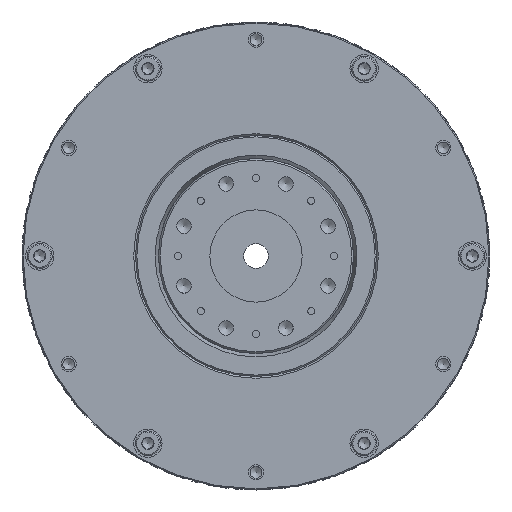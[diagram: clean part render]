
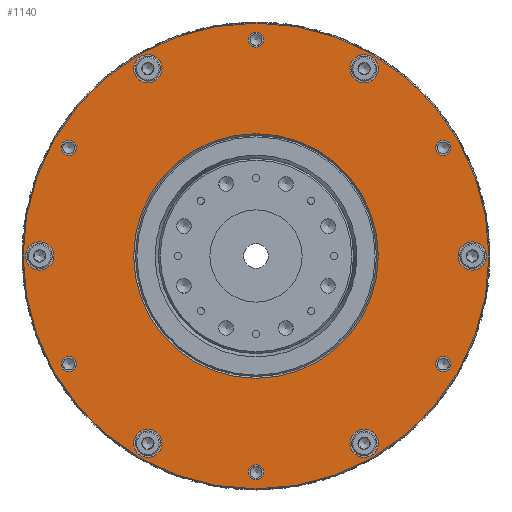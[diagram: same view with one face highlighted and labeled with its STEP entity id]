
A CAD part, front view. The second image highlights one B-rep face of the part: STEP entity #1140.
In plain terms, the highlighted planar face has unit normal (0, -1, 0).
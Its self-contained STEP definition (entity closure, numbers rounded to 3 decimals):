
#1140 = ADVANCED_FACE('',(#1141,#1152,#1163,#1174,#1185,#1196,#1207,
    #1218,#1229,#1240,#1251,#1262,#1273,#1284),#1295,.T.);
#1141 = FACE_BOUND('',#1142,.T.);
#1142 = EDGE_LOOP('',(#1143));
#1143 = ORIENTED_EDGE('',*,*,#1144,.F.);
#1144 = EDGE_CURVE('',#1145,#1145,#1147,.T.);
#1145 = VERTEX_POINT('',#1146);
#1146 = CARTESIAN_POINT('',(61.,-23.5,-2.15));
#1147 = CIRCLE('',#1148,2.15);
#1148 = AXIS2_PLACEMENT_3D('',#1149,#1150,#1151);
#1149 = CARTESIAN_POINT('',(61.,-23.5,0.));
#1150 = DIRECTION('',(0.,-1.,-0.));
#1151 = DIRECTION('',(0.,0.,-1.));
#1152 = FACE_BOUND('',#1153,.T.);
#1153 = EDGE_LOOP('',(#1154));
#1154 = ORIENTED_EDGE('',*,*,#1155,.F.);
#1155 = EDGE_CURVE('',#1156,#1156,#1158,.T.);
#1156 = VERTEX_POINT('',#1157);
#1157 = CARTESIAN_POINT('',(-61.,-23.5,-2.15));
#1158 = CIRCLE('',#1159,2.15);
#1159 = AXIS2_PLACEMENT_3D('',#1160,#1161,#1162);
#1160 = CARTESIAN_POINT('',(-61.,-23.5,0.));
#1161 = DIRECTION('',(0.,-1.,-0.));
#1162 = DIRECTION('',(0.,0.,-1.));
#1163 = FACE_BOUND('',#1164,.T.);
#1164 = EDGE_LOOP('',(#1165));
#1165 = ORIENTED_EDGE('',*,*,#1166,.F.);
#1166 = EDGE_CURVE('',#1167,#1167,#1169,.T.);
#1167 = VERTEX_POINT('',#1168);
#1168 = CARTESIAN_POINT('',(-30.5,-23.5,-54.978));
#1169 = CIRCLE('',#1170,2.15);
#1170 = AXIS2_PLACEMENT_3D('',#1171,#1172,#1173);
#1171 = CARTESIAN_POINT('',(-30.5,-23.5,-52.828));
#1172 = DIRECTION('',(0.,-1.,-0.));
#1173 = DIRECTION('',(0.,0.,-1.));
#1174 = FACE_BOUND('',#1175,.T.);
#1175 = EDGE_LOOP('',(#1176));
#1176 = ORIENTED_EDGE('',*,*,#1177,.F.);
#1177 = EDGE_CURVE('',#1178,#1178,#1180,.T.);
#1178 = VERTEX_POINT('',#1179);
#1179 = CARTESIAN_POINT('',(30.5,-23.5,-54.978));
#1180 = CIRCLE('',#1181,2.15);
#1181 = AXIS2_PLACEMENT_3D('',#1182,#1183,#1184);
#1182 = CARTESIAN_POINT('',(30.5,-23.5,-52.828));
#1183 = DIRECTION('',(0.,-1.,-0.));
#1184 = DIRECTION('',(0.,0.,-1.));
#1185 = FACE_BOUND('',#1186,.T.);
#1186 = EDGE_LOOP('',(#1187));
#1187 = ORIENTED_EDGE('',*,*,#1188,.F.);
#1188 = EDGE_CURVE('',#1189,#1189,#1191,.T.);
#1189 = VERTEX_POINT('',#1190);
#1190 = CARTESIAN_POINT('',(30.5,-23.5,50.678));
#1191 = CIRCLE('',#1192,2.15);
#1192 = AXIS2_PLACEMENT_3D('',#1193,#1194,#1195);
#1193 = CARTESIAN_POINT('',(30.5,-23.5,52.828));
#1194 = DIRECTION('',(0.,-1.,-0.));
#1195 = DIRECTION('',(0.,0.,-1.));
#1196 = FACE_BOUND('',#1197,.T.);
#1197 = EDGE_LOOP('',(#1198));
#1198 = ORIENTED_EDGE('',*,*,#1199,.F.);
#1199 = EDGE_CURVE('',#1200,#1200,#1202,.T.);
#1200 = VERTEX_POINT('',#1201);
#1201 = CARTESIAN_POINT('',(-30.5,-23.5,50.678));
#1202 = CIRCLE('',#1203,2.15);
#1203 = AXIS2_PLACEMENT_3D('',#1204,#1205,#1206);
#1204 = CARTESIAN_POINT('',(-30.5,-23.5,52.828));
#1205 = DIRECTION('',(0.,-1.,-0.));
#1206 = DIRECTION('',(0.,0.,-1.));
#1207 = FACE_BOUND('',#1208,.T.);
#1208 = EDGE_LOOP('',(#1209));
#1209 = ORIENTED_EDGE('',*,*,#1210,.T.);
#1210 = EDGE_CURVE('',#1211,#1211,#1213,.T.);
#1211 = VERTEX_POINT('',#1212);
#1212 = CARTESIAN_POINT('',(0.,-23.5,-65.7));
#1213 = CIRCLE('',#1214,65.7);
#1214 = AXIS2_PLACEMENT_3D('',#1215,#1216,#1217);
#1215 = CARTESIAN_POINT('',(0.,-23.5,0.));
#1216 = DIRECTION('',(0.,-1.,0.));
#1217 = DIRECTION('',(0.,0.,-1.));
#1218 = FACE_BOUND('',#1219,.T.);
#1219 = EDGE_LOOP('',(#1220));
#1220 = ORIENTED_EDGE('',*,*,#1221,.F.);
#1221 = EDGE_CURVE('',#1222,#1222,#1224,.T.);
#1222 = VERTEX_POINT('',#1223);
#1223 = CARTESIAN_POINT('',(0.,-23.5,-65.));
#1224 = CIRCLE('',#1225,4.);
#1225 = AXIS2_PLACEMENT_3D('',#1226,#1227,#1228);
#1226 = CARTESIAN_POINT('',(0.,-23.5,-61.));
#1227 = DIRECTION('',(0.,-1.,-0.));
#1228 = DIRECTION('',(0.,0.,-1.));
#1229 = FACE_BOUND('',#1230,.T.);
#1230 = EDGE_LOOP('',(#1231));
#1231 = ORIENTED_EDGE('',*,*,#1232,.F.);
#1232 = EDGE_CURVE('',#1233,#1233,#1235,.T.);
#1233 = VERTEX_POINT('',#1234);
#1234 = CARTESIAN_POINT('',(0.,-23.5,57.));
#1235 = CIRCLE('',#1236,4.);
#1236 = AXIS2_PLACEMENT_3D('',#1237,#1238,#1239);
#1237 = CARTESIAN_POINT('',(0.,-23.5,61.));
#1238 = DIRECTION('',(0.,-1.,-0.));
#1239 = DIRECTION('',(0.,0.,-1.));
#1240 = FACE_BOUND('',#1241,.T.);
#1241 = EDGE_LOOP('',(#1242));
#1242 = ORIENTED_EDGE('',*,*,#1243,.F.);
#1243 = EDGE_CURVE('',#1244,#1244,#1246,.T.);
#1244 = VERTEX_POINT('',#1245);
#1245 = CARTESIAN_POINT('',(-52.828,-23.5,-34.5));
#1246 = CIRCLE('',#1247,4.);
#1247 = AXIS2_PLACEMENT_3D('',#1248,#1249,#1250);
#1248 = CARTESIAN_POINT('',(-52.828,-23.5,-30.5));
#1249 = DIRECTION('',(0.,-1.,-0.));
#1250 = DIRECTION('',(0.,0.,-1.));
#1251 = FACE_BOUND('',#1252,.T.);
#1252 = EDGE_LOOP('',(#1253));
#1253 = ORIENTED_EDGE('',*,*,#1254,.F.);
#1254 = EDGE_CURVE('',#1255,#1255,#1257,.T.);
#1255 = VERTEX_POINT('',#1256);
#1256 = CARTESIAN_POINT('',(-52.828,-23.5,26.5));
#1257 = CIRCLE('',#1258,4.);
#1258 = AXIS2_PLACEMENT_3D('',#1259,#1260,#1261);
#1259 = CARTESIAN_POINT('',(-52.828,-23.5,30.5));
#1260 = DIRECTION('',(0.,-1.,-0.));
#1261 = DIRECTION('',(0.,0.,-1.));
#1262 = FACE_BOUND('',#1263,.T.);
#1263 = EDGE_LOOP('',(#1264));
#1264 = ORIENTED_EDGE('',*,*,#1265,.F.);
#1265 = EDGE_CURVE('',#1266,#1266,#1268,.T.);
#1266 = VERTEX_POINT('',#1267);
#1267 = CARTESIAN_POINT('',(52.828,-23.5,26.5));
#1268 = CIRCLE('',#1269,4.);
#1269 = AXIS2_PLACEMENT_3D('',#1270,#1271,#1272);
#1270 = CARTESIAN_POINT('',(52.828,-23.5,30.5));
#1271 = DIRECTION('',(0.,-1.,-0.));
#1272 = DIRECTION('',(0.,0.,-1.));
#1273 = FACE_BOUND('',#1274,.T.);
#1274 = EDGE_LOOP('',(#1275));
#1275 = ORIENTED_EDGE('',*,*,#1276,.F.);
#1276 = EDGE_CURVE('',#1277,#1277,#1279,.T.);
#1277 = VERTEX_POINT('',#1278);
#1278 = CARTESIAN_POINT('',(52.828,-23.5,-34.5));
#1279 = CIRCLE('',#1280,4.);
#1280 = AXIS2_PLACEMENT_3D('',#1281,#1282,#1283);
#1281 = CARTESIAN_POINT('',(52.828,-23.5,-30.5));
#1282 = DIRECTION('',(0.,-1.,-0.));
#1283 = DIRECTION('',(0.,0.,-1.));
#1284 = FACE_BOUND('',#1285,.T.);
#1285 = EDGE_LOOP('',(#1286));
#1286 = ORIENTED_EDGE('',*,*,#1287,.F.);
#1287 = EDGE_CURVE('',#1288,#1288,#1290,.T.);
#1288 = VERTEX_POINT('',#1289);
#1289 = CARTESIAN_POINT('',(34.5,-23.5,0.));
#1290 = CIRCLE('',#1291,34.5);
#1291 = AXIS2_PLACEMENT_3D('',#1292,#1293,#1294);
#1292 = CARTESIAN_POINT('',(0.,-23.5,0.));
#1293 = DIRECTION('',(0.,-1.,0.));
#1294 = DIRECTION('',(1.,0.,0.));
#1295 = PLANE('',#1296);
#1296 = AXIS2_PLACEMENT_3D('',#1297,#1298,#1299);
#1297 = CARTESIAN_POINT('',(0.,-23.5,0.));
#1298 = DIRECTION('',(0.,-1.,0.));
#1299 = DIRECTION('',(-1.,0.,0.));
